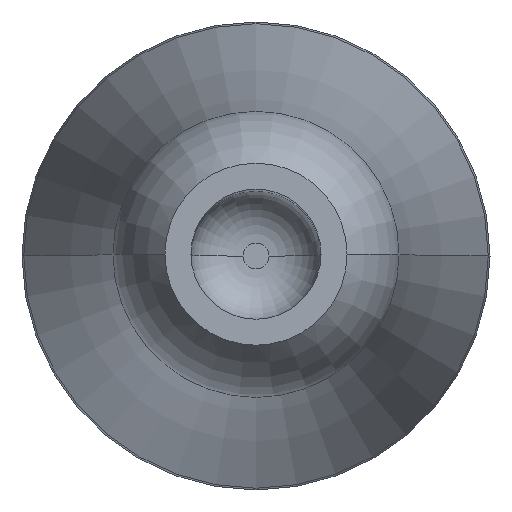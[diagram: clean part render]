
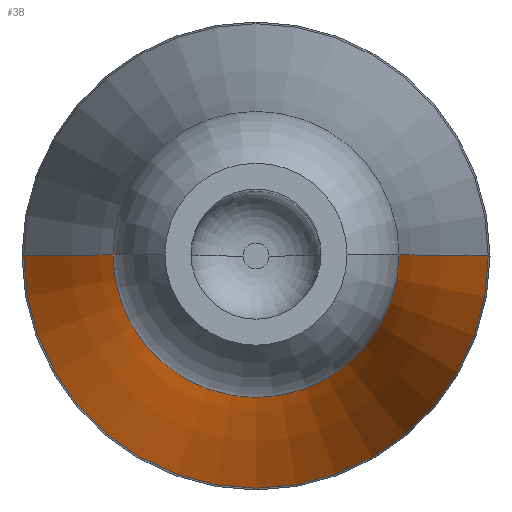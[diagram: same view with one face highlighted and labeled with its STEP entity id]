
A CAD part, top view. The second image highlights one B-rep face of the part: STEP entity #38.
In plain terms, the highlighted toroidal (fillet/blend) face has major radius 102.739 mm and minor radius 100 mm.
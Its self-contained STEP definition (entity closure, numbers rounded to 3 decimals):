
#21 = FACE_OUTER_BOUND ( 'NONE', #190, .T. ) ;
#38 = ADVANCED_FACE ( 'NONE', ( #21 ), #90, .F. ) ;
#45 = EDGE_CURVE ( 'NONE', #363, #367, #89, .T. ) ;
#48 = EDGE_CURVE ( 'NONE', #387, #361, #132, .T. ) ;
#51 = EDGE_CURVE ( 'NONE', #387, #363, #131, .T. ) ;
#68 = EDGE_CURVE ( 'NONE', #361, #367, #127, .T. ) ;
#71 = AXIS2_PLACEMENT_3D ( 'NONE', #301, #288, #317 ) ;
#83 = AXIS2_PLACEMENT_3D ( 'NONE', #251, #303, #310 ) ;
#85 = AXIS2_PLACEMENT_3D ( 'NONE', #268, #309, #296 ) ;
#89 = CIRCLE ( 'NONE', #85, 4.465 ) ;
#90 = TOROIDAL_SURFACE ( 'NONE', #123, 102.739, 100. ) ;
#97 = AXIS2_PLACEMENT_3D ( 'NONE', #205, #243, #241 ) ;
#123 = AXIS2_PLACEMENT_3D ( 'NONE', #256, #277, #259 ) ;
#127 = CIRCLE ( 'NONE', #97, 100. ) ;
#131 = CIRCLE ( 'NONE', #71, 100. ) ;
#132 = CIRCLE ( 'NONE', #83, 2.75 ) ;
#190 = EDGE_LOOP ( 'NONE', ( #413, #388, #373, #345 ) ) ;
#205 = CARTESIAN_POINT ( 'NONE',  ( 102.739, 0., 20.872 ) ) ;
#215 = CARTESIAN_POINT ( 'NONE',  ( 2.75, 0., 19.413 ) ) ;
#223 = CARTESIAN_POINT ( 'NONE',  ( -2.75, 0., 19.413 ) ) ;
#227 = CARTESIAN_POINT ( 'NONE',  ( -4.465, 0., 2.37 ) ) ;
#239 = CARTESIAN_POINT ( 'NONE',  ( 4.465, 0., 2.37 ) ) ;
#241 = DIRECTION ( 'NONE',  ( 0., 0., -1. ) ) ;
#243 = DIRECTION ( 'NONE',  ( 0., -1., 0. ) ) ;
#251 = CARTESIAN_POINT ( 'NONE',  ( 0., 0., 19.413 ) ) ;
#256 = CARTESIAN_POINT ( 'NONE',  ( 0., 0., 20.872 ) ) ;
#259 = DIRECTION ( 'NONE',  ( 1., 0., 0. ) ) ;
#268 = CARTESIAN_POINT ( 'NONE',  ( 0., 0., 2.37 ) ) ;
#277 = DIRECTION ( 'NONE',  ( 0., 0., 1. ) ) ;
#288 = DIRECTION ( 'NONE',  ( 0., 1., 0. ) ) ;
#296 = DIRECTION ( 'NONE',  ( 1., 0., 0. ) ) ;
#301 = CARTESIAN_POINT ( 'NONE',  ( -102.739, 0., 20.872 ) ) ;
#303 = DIRECTION ( 'NONE',  ( 0., 0., 1. ) ) ;
#309 = DIRECTION ( 'NONE',  ( 0., 0., 1. ) ) ;
#310 = DIRECTION ( 'NONE',  ( 1., 0., 0. ) ) ;
#317 = DIRECTION ( 'NONE',  ( -1., 0., 0. ) ) ;
#345 = ORIENTED_EDGE ( 'NONE', *, *, #68, .F. ) ;
#361 = VERTEX_POINT ( 'NONE', #215 ) ;
#363 = VERTEX_POINT ( 'NONE', #227 ) ;
#367 = VERTEX_POINT ( 'NONE', #239 ) ;
#373 = ORIENTED_EDGE ( 'NONE', *, *, #45, .T. ) ;
#387 = VERTEX_POINT ( 'NONE', #223 ) ;
#388 = ORIENTED_EDGE ( 'NONE', *, *, #51, .T. ) ;
#413 = ORIENTED_EDGE ( 'NONE', *, *, #48, .F. ) ;
